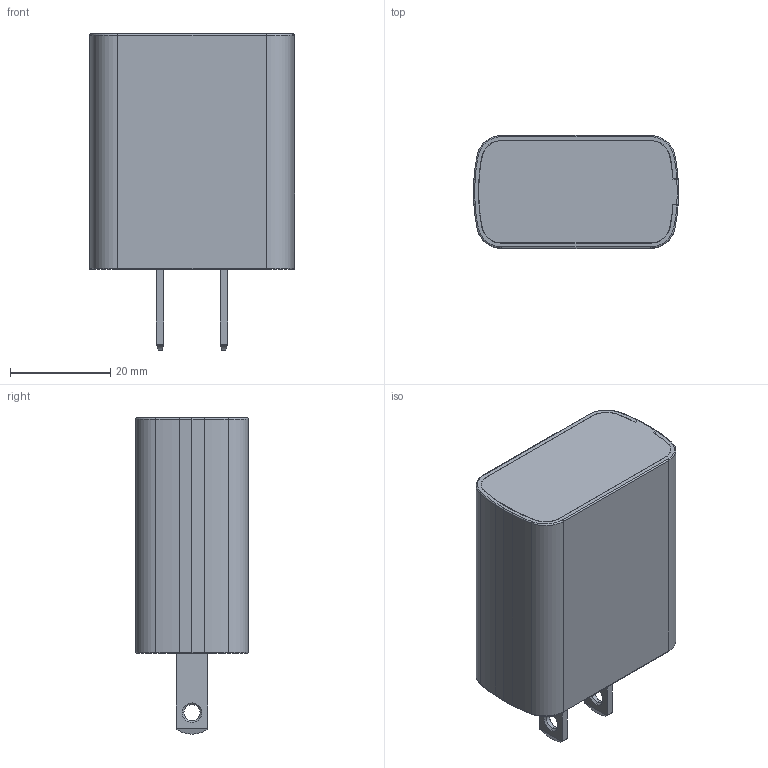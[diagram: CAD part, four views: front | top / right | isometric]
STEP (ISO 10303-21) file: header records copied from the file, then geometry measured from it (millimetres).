
FILE_DESCRIPTION((''),'2;1');
FILE_NAME('GT-86122-WWVV-W2_ASM','2022-12-21T16:03:45',('jirenqiang'),(''),'CREO PARAMETRIC BY PTC INC, 2018050','CREO PARAMETRIC BY PTC INC, 2018050','');
FILE_SCHEMA(('CONFIG_CONTROL_DESIGN'));
Length unit declared in the file: millimetre
Products named in the file (4): 12PF11-CH_BOT_40; US_PIN_3; 12PF11_TOP_65; GT-86122-WWVV-W2_ASM
Assembly tree (4 placements, depth 2):
  GT-86122-WWVV-W2_ASM
    12PF11-CH_BOT_40
    US_PIN_3  x2
    12PF11_TOP_65
Bounding box: 41 x 22.5 x 63.1 mm (x, y, z)
Volume: 12603.7 mm3; surface area: 15099 mm2
Topology: 4 solids, 4 shells, 783 faces, 2035 edges, 1248 vertices
Faces by surface type: plane 292, cylinder 235, cone 88, torus 87, bspline 57, sphere 20, extrusion 4
Entity records: 25324 total; most frequent: CARTESIAN_POINT 7872, ORIENTED_EDGE 3806, DIRECTION 3398, EDGE_CURVE 1903, AXIS2_PLACEMENT_3D 1198, VERTEX_POINT 1170, VECTOR 1002, LINE 1000
